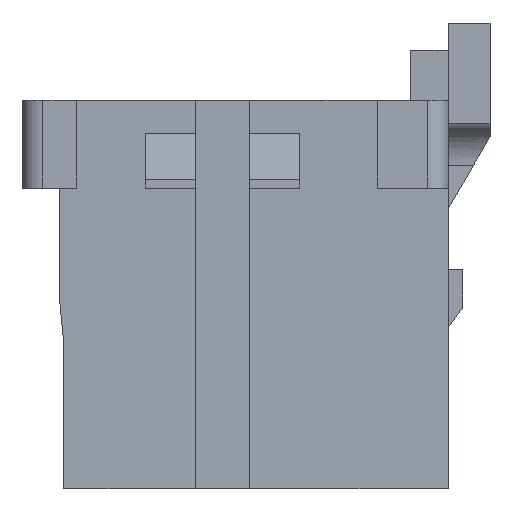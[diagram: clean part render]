
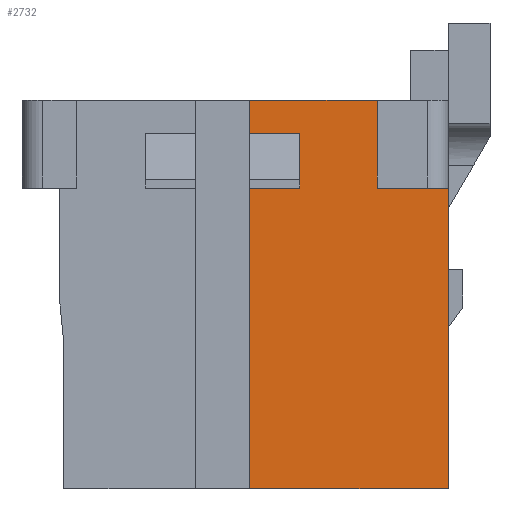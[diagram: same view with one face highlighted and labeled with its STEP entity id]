
A CAD part, left-side view. The second image highlights one B-rep face of the part: STEP entity #2732.
In plain terms, the highlighted planar face has unit normal (-1, 0, 0).
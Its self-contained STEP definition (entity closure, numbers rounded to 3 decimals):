
#2732 = ADVANCED_FACE( '', ( #5934 ), #5935, .F. );
#5934 = FACE_OUTER_BOUND( '', #9680, .T. );
#5935 = PLANE( '', #9681 );
#9680 = EDGE_LOOP( '', ( #18016, #18017, #18018, #18019, #18020, #18021, #18022, #18023, #18024, #18025 ) );
#9681 = AXIS2_PLACEMENT_3D( '', #18026, #18027, #18028 );
#18016 = ORIENTED_EDGE( '', *, *, #25176, .T. );
#18017 = ORIENTED_EDGE( '', *, *, #23285, .T. );
#18018 = ORIENTED_EDGE( '', *, *, #24481, .F. );
#18019 = ORIENTED_EDGE( '', *, *, #26129, .F. );
#18020 = ORIENTED_EDGE( '', *, *, #25189, .F. );
#18021 = ORIENTED_EDGE( '', *, *, #22843, .F. );
#18022 = ORIENTED_EDGE( '', *, *, #24813, .F. );
#18023 = ORIENTED_EDGE( '', *, *, #26130, .F. );
#18024 = ORIENTED_EDGE( '', *, *, #24478, .F. );
#18025 = ORIENTED_EDGE( '', *, *, #26131, .T. );
#18026 = CARTESIAN_POINT( '', ( -20.8, 0., 0. ) );
#18027 = DIRECTION( '', ( 1., 0., 0. ) );
#18028 = DIRECTION( '', ( 0., 0., -1. ) );
#22843 = EDGE_CURVE( '', #27554, #27548, #27556, .T. );
#23285 = EDGE_CURVE( '', #28336, #28337, #28338, .T. );
#24478 = EDGE_CURVE( '', #30302, #30304, #30305, .T. );
#24481 = EDGE_CURVE( '', #30307, #28337, #30309, .T. );
#24813 = EDGE_CURVE( '', #30816, #27554, #30817, .T. );
#25176 = EDGE_CURVE( '', #31333, #28336, #31334, .T. );
#25189 = EDGE_CURVE( '', #27548, #31354, #31355, .T. );
#26129 = EDGE_CURVE( '', #31354, #30307, #32613, .T. );
#26130 = EDGE_CURVE( '', #30304, #30816, #32614, .T. );
#26131 = EDGE_CURVE( '', #30302, #31333, #32615, .T. );
#27548 = VERTEX_POINT( '', #34336 );
#27554 = VERTEX_POINT( '', #34344 );
#27556 = LINE( '', #34347, #34348 );
#28336 = VERTEX_POINT( '', #35487 );
#28337 = VERTEX_POINT( '', #35488 );
#28338 = LINE( '', #35489, #35490 );
#30302 = VERTEX_POINT( '', #38408 );
#30304 = VERTEX_POINT( '', #38411 );
#30305 = LINE( '', #38412, #38413 );
#30307 = VERTEX_POINT( '', #38416 );
#30309 = LINE( '', #38419, #38420 );
#30816 = VERTEX_POINT( '', #39185 );
#30817 = LINE( '', #39186, #39187 );
#31333 = VERTEX_POINT( '', #39970 );
#31334 = LINE( '', #39971, #39972 );
#31354 = VERTEX_POINT( '', #40002 );
#31355 = LINE( '', #40003, #40004 );
#32613 = LINE( '', #41935, #41936 );
#32614 = LINE( '', #41937, #41938 );
#32615 = LINE( '', #41939, #41940 );
#34336 = CARTESIAN_POINT( '', ( -20.8, -5.1, 2.55 ) );
#34344 = CARTESIAN_POINT( '', ( -20.8, -3.4, 2.55 ) );
#34347 = CARTESIAN_POINT( '', ( -20.8, -3.4, 2.55 ) );
#34348 = VECTOR( '', #43861, 1000. );
#35487 = CARTESIAN_POINT( '', ( -20.8, -1.55, 2.55 ) );
#35488 = CARTESIAN_POINT( '', ( -20.8, -0.35, 2.55 ) );
#35489 = CARTESIAN_POINT( '', ( -20.8, -1.55, 2.55 ) );
#35490 = VECTOR( '', #44239, 1000. );
#38408 = CARTESIAN_POINT( '', ( -20.8, -0.35, 3.85 ) );
#38411 = CARTESIAN_POINT( '', ( -20.8, -0.35, 4.65 ) );
#38412 = CARTESIAN_POINT( '', ( -20.8, -0.35, -4.65 ) );
#38413 = VECTOR( '', #45255, 1000. );
#38416 = CARTESIAN_POINT( '', ( -20.8, -0.35, -4.65 ) );
#38419 = CARTESIAN_POINT( '', ( -20.8, -0.35, -4.65 ) );
#38420 = VECTOR( '', #45258, 1000. );
#39185 = CARTESIAN_POINT( '', ( -20.8, -3.4, 4.65 ) );
#39186 = CARTESIAN_POINT( '', ( -20.8, -3.4, 4.65 ) );
#39187 = VECTOR( '', #45523, 1000. );
#39970 = CARTESIAN_POINT( '', ( -20.8, -1.55, 3.85 ) );
#39971 = CARTESIAN_POINT( '', ( -20.8, -1.55, 3.85 ) );
#39972 = VECTOR( '', #45806, 1000. );
#40002 = CARTESIAN_POINT( '', ( -20.8, -5.1, -4.65 ) );
#40003 = CARTESIAN_POINT( '', ( -20.8, -5.1, 4.65 ) );
#40004 = VECTOR( '', #45817, 1000. );
#41935 = CARTESIAN_POINT( '', ( -20.8, -5.1, -4.65 ) );
#41936 = VECTOR( '', #46515, 1000. );
#41937 = CARTESIAN_POINT( '', ( -20.8, 5.1, 4.65 ) );
#41938 = VECTOR( '', #46516, 1000. );
#41939 = CARTESIAN_POINT( '', ( -20.8, -0.35, 3.85 ) );
#41940 = VECTOR( '', #46517, 1000. );
#43861 = DIRECTION( '', ( 0., -1., 0. ) );
#44239 = DIRECTION( '', ( 0., 1., 0. ) );
#45255 = DIRECTION( '', ( 0., 0., 1. ) );
#45258 = DIRECTION( '', ( 0., 0., 1. ) );
#45523 = DIRECTION( '', ( 0., 0., -1. ) );
#45806 = DIRECTION( '', ( 0., 0., -1. ) );
#45817 = DIRECTION( '', ( 0., 0., -1. ) );
#46515 = DIRECTION( '', ( 0., 1., 0. ) );
#46516 = DIRECTION( '', ( 0., -1., 0. ) );
#46517 = DIRECTION( '', ( 0., -1., 0. ) );
